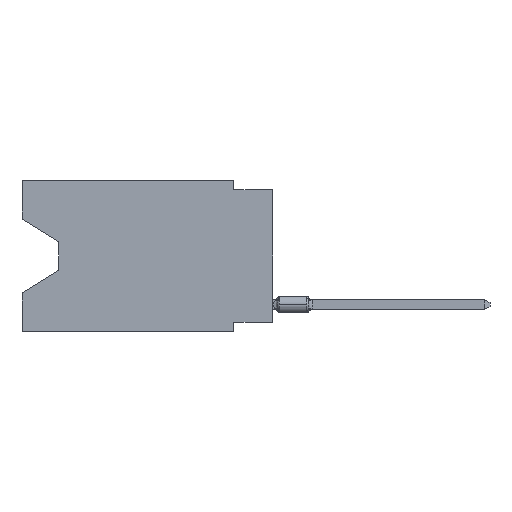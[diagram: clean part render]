
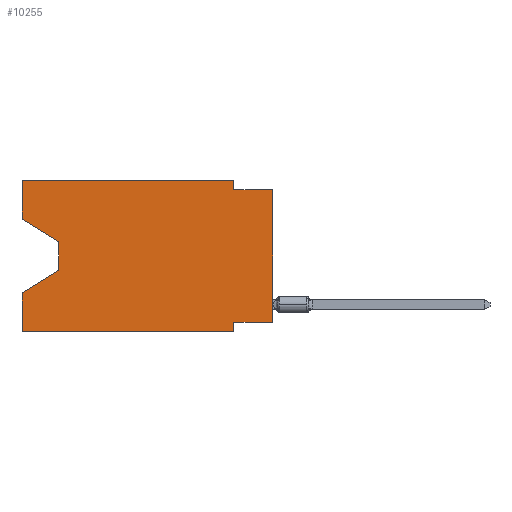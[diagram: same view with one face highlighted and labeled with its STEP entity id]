
A CAD part, left-side view. The second image highlights one B-rep face of the part: STEP entity #10255.
In plain terms, the highlighted planar face has unit normal (-1, 0, 0).
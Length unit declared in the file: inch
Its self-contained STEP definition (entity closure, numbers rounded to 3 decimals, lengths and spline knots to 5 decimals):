
#603 = LINE ( 'NONE', #15354, #3204 ) ;
#774 = EDGE_CURVE ( 'NONE', #4560, #8639, #14348, .T. ) ;
#1126 = CARTESIAN_POINT ( 'NONE',  ( 0., 0.645, -0.10025 ) ) ;
#1626 = VERTEX_POINT ( 'NONE', #19699 ) ;
#1666 = DIRECTION ( 'NONE',  ( 0., 0., 1. ) ) ;
#1815 = FACE_OUTER_BOUND ( 'NONE', #16147, .T. ) ;
#2872 = CARTESIAN_POINT ( 'NONE',  ( 0., 0.645, -0.10025 ) ) ;
#3160 = CARTESIAN_POINT ( 'NONE',  ( 0., 0.55, -0.158 ) ) ;
#3204 = VECTOR ( 'NONE', #13426, 39.37008 ) ;
#3255 = DIRECTION ( 'NONE',  ( 0., 0., -1. ) ) ;
#3563 = EDGE_CURVE ( 'NONE', #21490, #3911, #5525, .T. ) ;
#3621 = DIRECTION ( 'NONE',  ( 0., 0.855, -0.519 ) ) ;
#3728 = DIRECTION ( 'NONE',  ( 1., 0., 0. ) ) ;
#3795 = VECTOR ( 'NONE', #3621, 39.37008 ) ;
#3823 = EDGE_CURVE ( 'NONE', #20563, #8000, #13669, .T. ) ;
#3899 = CARTESIAN_POINT ( 'NONE',  ( 0., 0.1, -0.365 ) ) ;
#3911 = VERTEX_POINT ( 'NONE', #11020 ) ;
#4560 = VERTEX_POINT ( 'NONE', #3899 ) ;
#4964 = LINE ( 'NONE', #14561, #5900 ) ;
#5228 = CARTESIAN_POINT ( 'NONE',  ( 0., 0.1, -0.39 ) ) ;
#5237 = ORIENTED_EDGE ( 'NONE', *, *, #17019, .T. ) ;
#5401 = CARTESIAN_POINT ( 'NONE',  ( 0., 0.55, -0.232 ) ) ;
#5525 = LINE ( 'NONE', #5401, #3795 ) ;
#5873 = VECTOR ( 'NONE', #11207, 39.37008 ) ;
#5900 = VECTOR ( 'NONE', #19602, 39.37008 ) ;
#6256 = ORIENTED_EDGE ( 'NONE', *, *, #12889, .F. ) ;
#6713 = DIRECTION ( 'NONE',  ( 0., 0., -1. ) ) ;
#7545 = CARTESIAN_POINT ( 'NONE',  ( 0., 0.645, 0. ) ) ;
#7705 = ORIENTED_EDGE ( 'NONE', *, *, #19389, .T. ) ;
#7851 = ORIENTED_EDGE ( 'NONE', *, *, #23069, .F. ) ;
#8000 = VERTEX_POINT ( 'NONE', #23014 ) ;
#8639 = VERTEX_POINT ( 'NONE', #22135 ) ;
#9124 = PLANE ( 'NONE',  #21662 ) ;
#10019 = CARTESIAN_POINT ( 'NONE',  ( 0., 0.645, 0. ) ) ;
#10184 = DIRECTION ( 'NONE',  ( 0., -0.855, -0.519 ) ) ;
#10255 = ADVANCED_FACE ( 'NONE', ( #1815 ), #9124, .F. ) ;
#10338 = VECTOR ( 'NONE', #22913, 39.37008 ) ;
#10358 = CARTESIAN_POINT ( 'NONE',  ( 0., 0., -0.365 ) ) ;
#10643 = ORIENTED_EDGE ( 'NONE', *, *, #3823, .F. ) ;
#10710 = VECTOR ( 'NONE', #12314, 39.37008 ) ;
#10737 = CARTESIAN_POINT ( 'NONE',  ( 0., 0.645, -0.39 ) ) ;
#10955 = VECTOR ( 'NONE', #6713, 39.37008 ) ;
#11020 = CARTESIAN_POINT ( 'NONE',  ( 0., 0.645, -0.28975 ) ) ;
#11207 = DIRECTION ( 'NONE',  ( 0., 0., -1. ) ) ;
#11290 = VECTOR ( 'NONE', #18233, 39.37008 ) ;
#12204 = CARTESIAN_POINT ( 'NONE',  ( 0., 0., 0. ) ) ;
#12290 = LINE ( 'NONE', #20470, #5873 ) ;
#12301 = ORIENTED_EDGE ( 'NONE', *, *, #22202, .F. ) ;
#12314 = DIRECTION ( 'NONE',  ( 0., 0., 1. ) ) ;
#12889 = EDGE_CURVE ( 'NONE', #13690, #20975, #20687, .T. ) ;
#12913 = ORIENTED_EDGE ( 'NONE', *, *, #17333, .F. ) ;
#13426 = DIRECTION ( 'NONE',  ( 0., -1., 0. ) ) ;
#13663 = DIRECTION ( 'NONE',  ( 0., 0., -1. ) ) ;
#13669 = LINE ( 'NONE', #15819, #10955 ) ;
#13690 = VERTEX_POINT ( 'NONE', #1126 ) ;
#13793 = EDGE_CURVE ( 'NONE', #8000, #1626, #4964, .T. ) ;
#14348 = LINE ( 'NONE', #5228, #22882 ) ;
#14369 = ORIENTED_EDGE ( 'NONE', *, *, #3563, .T. ) ;
#14556 = CARTESIAN_POINT ( 'NONE',  ( 0., 0.55, -0.232 ) ) ;
#14561 = CARTESIAN_POINT ( 'NONE',  ( 0., 0., -0.025 ) ) ;
#14905 = CARTESIAN_POINT ( 'NONE',  ( 0., 0.1, 0. ) ) ;
#14940 = VECTOR ( 'NONE', #16028, 39.37008 ) ;
#15354 = CARTESIAN_POINT ( 'NONE',  ( 0., 0.645, 0. ) ) ;
#15819 = CARTESIAN_POINT ( 'NONE',  ( 0., 0.1, 0. ) ) ;
#15830 = ORIENTED_EDGE ( 'NONE', *, *, #17465, .T. ) ;
#15940 = LINE ( 'NONE', #2872, #20436 ) ;
#16028 = DIRECTION ( 'NONE',  ( 0., -1., 0. ) ) ;
#16147 = EDGE_LOOP ( 'NONE', ( #7705, #20751, #14369, #12913, #15830, #20336, #7851, #5237, #18751, #10643, #12301, #6256 ) ) ;
#16317 = VERTEX_POINT ( 'NONE', #10737 ) ;
#16446 = CARTESIAN_POINT ( 'NONE',  ( 0., 0.645, 0. ) ) ;
#16603 = VECTOR ( 'NONE', #1666, 39.37008 ) ;
#17019 = EDGE_CURVE ( 'NONE', #20369, #1626, #17622, .T. ) ;
#17333 = EDGE_CURVE ( 'NONE', #16317, #3911, #19507, .T. ) ;
#17465 = EDGE_CURVE ( 'NONE', #16317, #8639, #21445, .T. ) ;
#17622 = LINE ( 'NONE', #12204, #10710 ) ;
#18233 = DIRECTION ( 'NONE',  ( 0., 1., 0. ) ) ;
#18751 = ORIENTED_EDGE ( 'NONE', *, *, #13793, .F. ) ;
#18859 = CARTESIAN_POINT ( 'NONE',  ( 0., 0.645, 0. ) ) ;
#19389 = EDGE_CURVE ( 'NONE', #13690, #20313, #15940, .T. ) ;
#19507 = LINE ( 'NONE', #10019, #10338 ) ;
#19602 = DIRECTION ( 'NONE',  ( 0., -1., 0. ) ) ;
#19699 = CARTESIAN_POINT ( 'NONE',  ( 0., 0., -0.025 ) ) ;
#19995 = EDGE_CURVE ( 'NONE', #20313, #21490, #12290, .T. ) ;
#20313 = VERTEX_POINT ( 'NONE', #3160 ) ;
#20336 = ORIENTED_EDGE ( 'NONE', *, *, #774, .F. ) ;
#20369 = VERTEX_POINT ( 'NONE', #10358 ) ;
#20436 = VECTOR ( 'NONE', #10184, 39.37008 ) ;
#20470 = CARTESIAN_POINT ( 'NONE',  ( 0., 0.55, -0.158 ) ) ;
#20563 = VERTEX_POINT ( 'NONE', #14905 ) ;
#20687 = LINE ( 'NONE', #18859, #16603 ) ;
#20751 = ORIENTED_EDGE ( 'NONE', *, *, #19995, .T. ) ;
#20975 = VERTEX_POINT ( 'NONE', #7545 ) ;
#21445 = LINE ( 'NONE', #23746, #14940 ) ;
#21490 = VERTEX_POINT ( 'NONE', #14556 ) ;
#21662 = AXIS2_PLACEMENT_3D ( 'NONE', #16446, #3728, #3255 ) ;
#21853 = CARTESIAN_POINT ( 'NONE',  ( 0., 0., -0.365 ) ) ;
#22135 = CARTESIAN_POINT ( 'NONE',  ( 0., 0.1, -0.39 ) ) ;
#22202 = EDGE_CURVE ( 'NONE', #20975, #20563, #603, .T. ) ;
#22882 = VECTOR ( 'NONE', #13663, 39.37008 ) ;
#22913 = DIRECTION ( 'NONE',  ( 0., 0., 1. ) ) ;
#23014 = CARTESIAN_POINT ( 'NONE',  ( 0., 0.1, -0.025 ) ) ;
#23069 = EDGE_CURVE ( 'NONE', #20369, #4560, #23677, .T. ) ;
#23677 = LINE ( 'NONE', #21853, #11290 ) ;
#23746 = CARTESIAN_POINT ( 'NONE',  ( 0., 0.645, -0.39 ) ) ;
